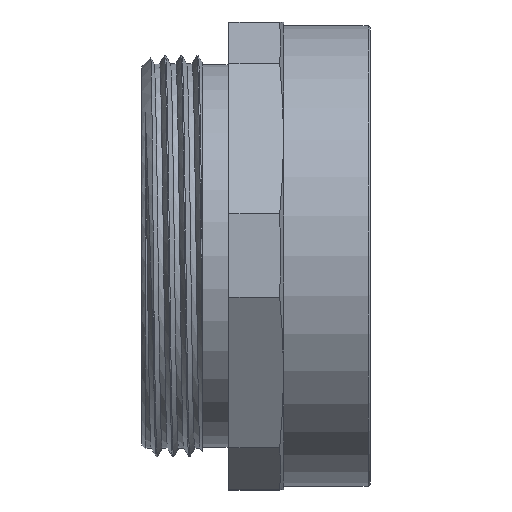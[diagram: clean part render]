
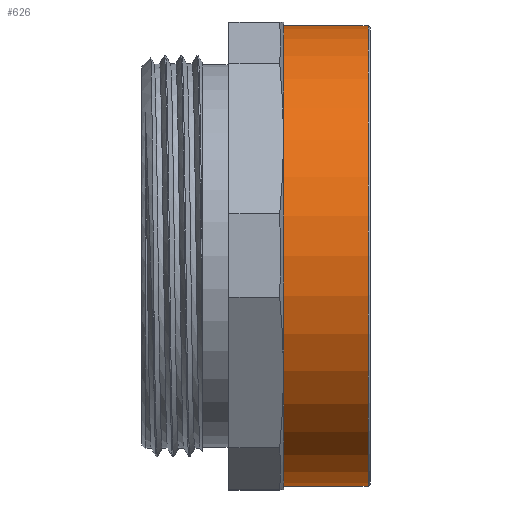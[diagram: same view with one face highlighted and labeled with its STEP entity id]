
A CAD part, top view. The second image highlights one B-rep face of the part: STEP entity #626.
In plain terms, the highlighted cylindrical face has radius 21.18 mm (diameter 42.36 mm), a full revolution.
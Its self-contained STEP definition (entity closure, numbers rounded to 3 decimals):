
#105=CYLINDRICAL_SURFACE('',#690,21.18);
#116=FACE_BOUND('',#205,.T.);
#158=FACE_OUTER_BOUND('',#204,.T.);
#204=EDGE_LOOP('',(#547));
#205=EDGE_LOOP('',(#548));
#245=CIRCLE('',#689,21.18);
#246=CIRCLE('',#691,21.18);
#320=VERTEX_POINT('',#2856);
#321=VERTEX_POINT('',#2859);
#405=EDGE_CURVE('',#320,#320,#245,.T.);
#406=EDGE_CURVE('',#321,#321,#246,.T.);
#547=ORIENTED_EDGE('',*,*,#405,.T.);
#548=ORIENTED_EDGE('',*,*,#406,.F.);
#626=ADVANCED_FACE('',(#158,#116),#105,.T.);
#689=AXIS2_PLACEMENT_3D('',#2857,#823,#824);
#690=AXIS2_PLACEMENT_3D('',#2858,#825,#826);
#691=AXIS2_PLACEMENT_3D('',#2860,#827,#828);
#823=DIRECTION('center_axis',(1.,0.,0.));
#824=DIRECTION('ref_axis',(0.,0.,-1.));
#825=DIRECTION('center_axis',(1.,0.,0.));
#826=DIRECTION('ref_axis',(0.,1.,0.));
#827=DIRECTION('center_axis',(1.,0.,0.));
#828=DIRECTION('ref_axis',(0.,0.,-1.));
#2856=CARTESIAN_POINT('',(-7.97,21.18,0.));
#2857=CARTESIAN_POINT('Origin',(-7.97,0.,0.));
#2858=CARTESIAN_POINT('Origin',(-4.085,0.,0.));
#2859=CARTESIAN_POINT('',(-0.2,21.18,0.));
#2860=CARTESIAN_POINT('Origin',(-0.2,0.,0.));
